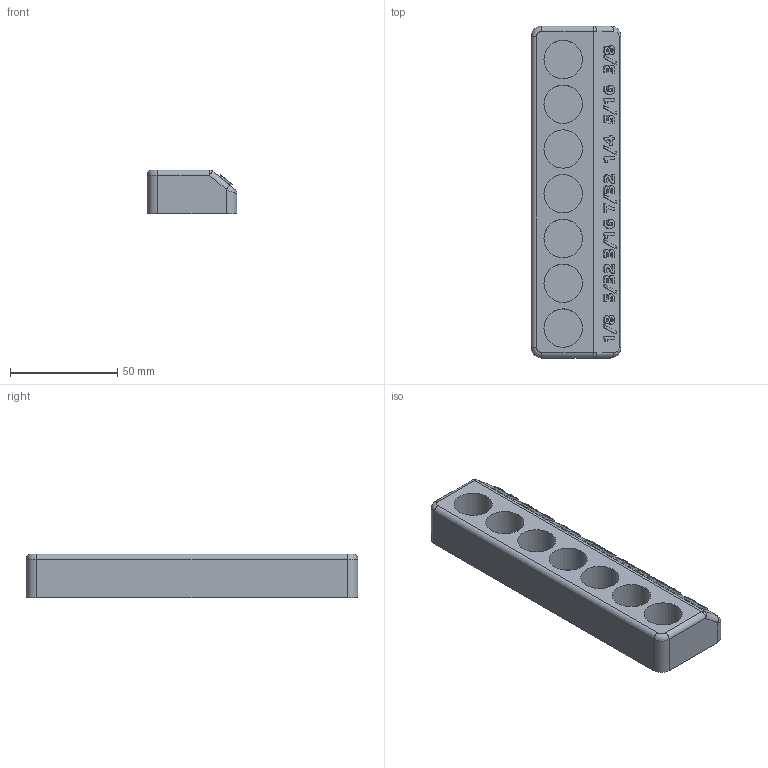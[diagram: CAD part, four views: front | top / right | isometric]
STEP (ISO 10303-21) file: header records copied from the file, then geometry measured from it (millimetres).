
FILE_DESCRIPTION(/* description */ (''),/* implementation_level */ '2;1');
FILE_NAME(/* name */ 'sae_3-8drive_hex.step',/* time_stamp */ '2021-03-22T14:45:04-05:00',/* author */ (''),/* organization */ (''),/* preprocessor_version */ 'ST-DEVELOPER v18.1',/* originating_system */ 'Autodesk Translation Framework v9.10.0.1330',/* authorisation */ '');
FILE_SCHEMA (('AUTOMOTIVE_DESIGN { 1 0 10303 214 3 1 1 }'));
Length unit declared in the file: millimetre
Products named in the file (1): sae_3-8drive_hex
Bounding box: 42 x 155 x 20.5 mm (x, y, z)
Volume: 96233.9 mm3; surface area: 26780.1 mm2
Topology: 1 solids, 1 shells, 569 faces, 1549 edges, 1028 vertices
Faces by surface type: bspline 374, plane 168, cylinder 25, sphere 2
Full cylindrical faces by diameter (mm): 12.4 x7, 17.9 x7
Entity records: 21405 total; most frequent: CARTESIAN_POINT 9511, ORIENTED_EDGE 3098, EDGE_CURVE 1549, DIRECTION 1255, VERTEX_POINT 1028, LINE 755, VECTOR 755, B_SPLINE_CURVE_WITH_KNOTS 740
